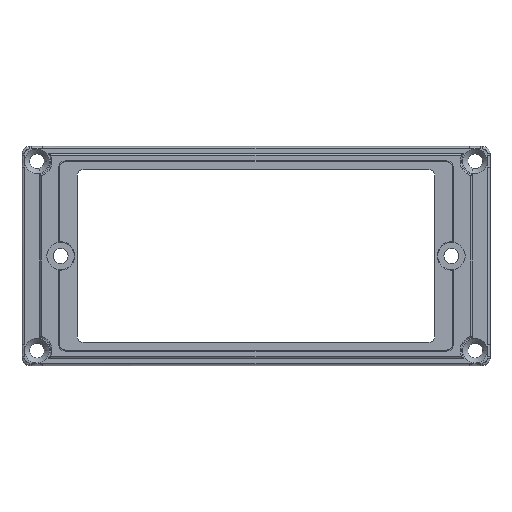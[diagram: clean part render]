
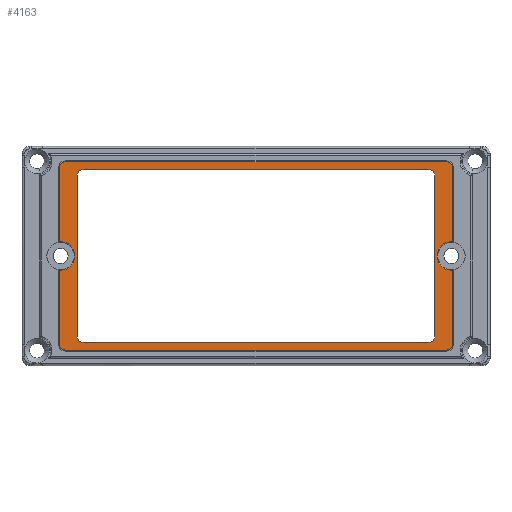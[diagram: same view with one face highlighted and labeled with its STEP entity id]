
A CAD part, top view. The second image highlights one B-rep face of the part: STEP entity #4163.
In plain terms, the highlighted planar face has unit normal (0, 0, 1).
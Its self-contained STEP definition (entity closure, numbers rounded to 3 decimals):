
#3575 = VERTEX_POINT('',#3576);
#3576 = CARTESIAN_POINT('',(10.6,22.,4.));
#3585 = VERTEX_POINT('',#3586);
#3586 = CARTESIAN_POINT('',(7.433,24.832,4.));
#3603 = EDGE_CURVE('',#3575,#3585,#3604,.T.);
#3604 = CIRCLE('',#3605,2.85);
#3605 = AXIS2_PLACEMENT_3D('',#3606,#3607,#3608);
#3606 = CARTESIAN_POINT('',(7.75,22.,4.));
#3607 = DIRECTION('',(0.,0.,1.));
#3608 = DIRECTION('',(1.,0.,0.));
#3631 = VERTEX_POINT('',#3632);
#3632 = CARTESIAN_POINT('',(7.433,19.168,4.));
#3651 = EDGE_CURVE('',#3631,#3575,#3652,.T.);
#3652 = CIRCLE('',#3653,2.85);
#3653 = AXIS2_PLACEMENT_3D('',#3654,#3655,#3656);
#3654 = CARTESIAN_POINT('',(7.75,22.,4.));
#3655 = DIRECTION('',(0.,0.,1.));
#3656 = DIRECTION('',(-0.152,-0.988,0.));
#3818 = VERTEX_POINT('',#3819);
#3819 = CARTESIAN_POINT('',(86.567,24.832,4.));
#3838 = VERTEX_POINT('',#3839);
#3839 = CARTESIAN_POINT('',(86.567,19.168,4.));
#3856 = EDGE_CURVE('',#3818,#3838,#3857,.T.);
#3857 = CIRCLE('',#3858,2.85);
#3858 = AXIS2_PLACEMENT_3D('',#3859,#3860,#3861);
#3859 = CARTESIAN_POINT('',(86.25,22.,4.));
#3860 = DIRECTION('',(0.,-0.,1.));
#3861 = DIRECTION('',(0.152,0.988,0.));
#3939 = VERTEX_POINT('',#3940);
#3940 = CARTESIAN_POINT('',(82.914,6.,4.));
#3947 = EDGE_CURVE('',#3939,#3948,#3950,.T.);
#3948 = VERTEX_POINT('',#3949);
#3949 = CARTESIAN_POINT('',(82.914,38.,4.));
#3950 = LINE('',#3951,#3952);
#3951 = CARTESIAN_POINT('',(82.914,4.5,4.));
#3952 = VECTOR('',#3953,1.);
#3953 = DIRECTION('',(0.,1.,0.));
#3972 = EDGE_CURVE('',#3939,#3973,#3975,.T.);
#3973 = VERTEX_POINT('',#3974);
#3974 = CARTESIAN_POINT('',(81.5,4.586,4.));
#3975 = CIRCLE('',#3976,1.414);
#3976 = AXIS2_PLACEMENT_3D('',#3977,#3978,#3979);
#3977 = CARTESIAN_POINT('',(81.5,6.,4.));
#3978 = DIRECTION('',(0.,0.,-1.));
#3979 = DIRECTION('',(1.,0.,0.));
#3998 = VERTEX_POINT('',#3999);
#3999 = CARTESIAN_POINT('',(12.5,4.586,4.));
#4006 = EDGE_CURVE('',#3998,#3973,#4007,.T.);
#4007 = LINE('',#4008,#4009);
#4008 = CARTESIAN_POINT('',(11.,4.586,4.));
#4009 = VECTOR('',#4010,1.);
#4010 = DIRECTION('',(1.,0.,0.));
#4023 = VERTEX_POINT('',#4024);
#4024 = CARTESIAN_POINT('',(11.086,6.,4.));
#4031 = EDGE_CURVE('',#3998,#4023,#4032,.T.);
#4032 = CIRCLE('',#4033,1.414);
#4033 = AXIS2_PLACEMENT_3D('',#4034,#4035,#4036);
#4034 = CARTESIAN_POINT('',(12.5,6.,4.));
#4035 = DIRECTION('',(0.,0.,-1.));
#4036 = DIRECTION('',(-1.,0.,0.));
#4049 = EDGE_CURVE('',#4023,#4050,#4052,.T.);
#4050 = VERTEX_POINT('',#4051);
#4051 = CARTESIAN_POINT('',(11.086,38.,4.));
#4052 = LINE('',#4053,#4054);
#4053 = CARTESIAN_POINT('',(11.086,4.5,4.));
#4054 = VECTOR('',#4055,1.);
#4055 = DIRECTION('',(0.,1.,0.));
#4075 = VERTEX_POINT('',#4076);
#4076 = CARTESIAN_POINT('',(12.5,39.414,4.));
#4083 = EDGE_CURVE('',#4075,#4050,#4084,.T.);
#4084 = CIRCLE('',#4085,1.414);
#4085 = AXIS2_PLACEMENT_3D('',#4086,#4087,#4088);
#4086 = CARTESIAN_POINT('',(12.5,38.,4.));
#4087 = DIRECTION('',(-0.,0.,1.));
#4088 = DIRECTION('',(0.,-1.,0.));
#4101 = EDGE_CURVE('',#4075,#4102,#4104,.T.);
#4102 = VERTEX_POINT('',#4103);
#4103 = CARTESIAN_POINT('',(81.5,39.414,4.));
#4104 = LINE('',#4105,#4106);
#4105 = CARTESIAN_POINT('',(11.,39.414,4.));
#4106 = VECTOR('',#4107,1.);
#4107 = DIRECTION('',(1.,0.,0.));
#4126 = EDGE_CURVE('',#3948,#4102,#4127,.T.);
#4127 = CIRCLE('',#4128,1.414);
#4128 = AXIS2_PLACEMENT_3D('',#4129,#4130,#4131);
#4129 = CARTESIAN_POINT('',(81.5,38.,4.));
#4130 = DIRECTION('',(-0.,0.,1.));
#4131 = DIRECTION('',(0.,-1.,0.));
#4143 = VERTEX_POINT('',#4144);
#4144 = CARTESIAN_POINT('',(7.433,39.5,4.));
#4151 = EDGE_CURVE('',#4143,#3585,#4152,.T.);
#4152 = LINE('',#4153,#4154);
#4153 = CARTESIAN_POINT('',(7.433,39.5,4.));
#4154 = VECTOR('',#4155,1.);
#4155 = DIRECTION('',(-0.,-1.,-0.));
#4163 = ADVANCED_FACE('',(#4164,#4242),#4252,.T.);
#4164 = FACE_BOUND('',#4165,.T.);
#4165 = EDGE_LOOP('',(#4166,#4174,#4183,#4191,#4198,#4199,#4200,#4201,
    #4209,#4218,#4226,#4235,#4241));
#4166 = ORIENTED_EDGE('',*,*,#4167,.T.);
#4167 = EDGE_CURVE('',#3818,#4168,#4170,.T.);
#4168 = VERTEX_POINT('',#4169);
#4169 = CARTESIAN_POINT('',(86.567,39.5,4.));
#4170 = LINE('',#4171,#4172);
#4171 = CARTESIAN_POINT('',(86.567,24.718,4.));
#4172 = VECTOR('',#4173,1.);
#4173 = DIRECTION('',(0.,1.,0.));
#4174 = ORIENTED_EDGE('',*,*,#4175,.T.);
#4175 = EDGE_CURVE('',#4168,#4176,#4178,.T.);
#4176 = VERTEX_POINT('',#4177);
#4177 = CARTESIAN_POINT('',(85.167,40.9,4.));
#4178 = CIRCLE('',#4179,1.4);
#4179 = AXIS2_PLACEMENT_3D('',#4180,#4181,#4182);
#4180 = CARTESIAN_POINT('',(85.167,39.5,4.));
#4181 = DIRECTION('',(0.,0.,1.));
#4182 = DIRECTION('',(1.,0.,0.));
#4183 = ORIENTED_EDGE('',*,*,#4184,.T.);
#4184 = EDGE_CURVE('',#4176,#4185,#4187,.T.);
#4185 = VERTEX_POINT('',#4186);
#4186 = CARTESIAN_POINT('',(8.833,40.9,4.));
#4187 = LINE('',#4188,#4189);
#4188 = CARTESIAN_POINT('',(85.167,40.9,4.));
#4189 = VECTOR('',#4190,1.);
#4190 = DIRECTION('',(-1.,-0.,-0.));
#4191 = ORIENTED_EDGE('',*,*,#4192,.T.);
#4192 = EDGE_CURVE('',#4185,#4143,#4193,.T.);
#4193 = CIRCLE('',#4194,1.4);
#4194 = AXIS2_PLACEMENT_3D('',#4195,#4196,#4197);
#4195 = CARTESIAN_POINT('',(8.833,39.5,4.));
#4196 = DIRECTION('',(0.,-0.,1.));
#4197 = DIRECTION('',(0.,1.,0.));
#4198 = ORIENTED_EDGE('',*,*,#4151,.T.);
#4199 = ORIENTED_EDGE('',*,*,#3603,.F.);
#4200 = ORIENTED_EDGE('',*,*,#3651,.F.);
#4201 = ORIENTED_EDGE('',*,*,#4202,.F.);
#4202 = EDGE_CURVE('',#4203,#3631,#4205,.T.);
#4203 = VERTEX_POINT('',#4204);
#4204 = CARTESIAN_POINT('',(7.433,4.5,4.));
#4205 = LINE('',#4206,#4207);
#4206 = CARTESIAN_POINT('',(7.433,4.5,4.));
#4207 = VECTOR('',#4208,1.);
#4208 = DIRECTION('',(0.,1.,0.));
#4209 = ORIENTED_EDGE('',*,*,#4210,.F.);
#4210 = EDGE_CURVE('',#4211,#4203,#4213,.T.);
#4211 = VERTEX_POINT('',#4212);
#4212 = CARTESIAN_POINT('',(8.833,3.1,4.));
#4213 = CIRCLE('',#4214,1.4);
#4214 = AXIS2_PLACEMENT_3D('',#4215,#4216,#4217);
#4215 = CARTESIAN_POINT('',(8.833,4.5,4.));
#4216 = DIRECTION('',(-0.,-0.,-1.));
#4217 = DIRECTION('',(0.,-1.,0.));
#4218 = ORIENTED_EDGE('',*,*,#4219,.F.);
#4219 = EDGE_CURVE('',#4220,#4211,#4222,.T.);
#4220 = VERTEX_POINT('',#4221);
#4221 = CARTESIAN_POINT('',(85.167,3.1,4.));
#4222 = LINE('',#4223,#4224);
#4223 = CARTESIAN_POINT('',(85.167,3.1,4.));
#4224 = VECTOR('',#4225,1.);
#4225 = DIRECTION('',(-1.,-0.,-0.));
#4226 = ORIENTED_EDGE('',*,*,#4227,.F.);
#4227 = EDGE_CURVE('',#4228,#4220,#4230,.T.);
#4228 = VERTEX_POINT('',#4229);
#4229 = CARTESIAN_POINT('',(86.567,4.5,4.));
#4230 = CIRCLE('',#4231,1.4);
#4231 = AXIS2_PLACEMENT_3D('',#4232,#4233,#4234);
#4232 = CARTESIAN_POINT('',(85.167,4.5,4.));
#4233 = DIRECTION('',(0.,0.,-1.));
#4234 = DIRECTION('',(1.,0.,0.));
#4235 = ORIENTED_EDGE('',*,*,#4236,.F.);
#4236 = EDGE_CURVE('',#3838,#4228,#4237,.T.);
#4237 = LINE('',#4238,#4239);
#4238 = CARTESIAN_POINT('',(86.567,19.282,4.));
#4239 = VECTOR('',#4240,1.);
#4240 = DIRECTION('',(-0.,-1.,-0.));
#4241 = ORIENTED_EDGE('',*,*,#3856,.F.);
#4242 = FACE_BOUND('',#4243,.T.);
#4243 = EDGE_LOOP('',(#4244,#4245,#4246,#4247,#4248,#4249,#4250,#4251));
#4244 = ORIENTED_EDGE('',*,*,#4006,.F.);
#4245 = ORIENTED_EDGE('',*,*,#4031,.T.);
#4246 = ORIENTED_EDGE('',*,*,#4049,.T.);
#4247 = ORIENTED_EDGE('',*,*,#4083,.F.);
#4248 = ORIENTED_EDGE('',*,*,#4101,.T.);
#4249 = ORIENTED_EDGE('',*,*,#4126,.F.);
#4250 = ORIENTED_EDGE('',*,*,#3947,.F.);
#4251 = ORIENTED_EDGE('',*,*,#3972,.T.);
#4252 = PLANE('',#4253);
#4253 = AXIS2_PLACEMENT_3D('',#4254,#4255,#4256);
#4254 = CARTESIAN_POINT('',(7.333,3.,4.));
#4255 = DIRECTION('',(0.,0.,1.));
#4256 = DIRECTION('',(1.,0.,0.));
